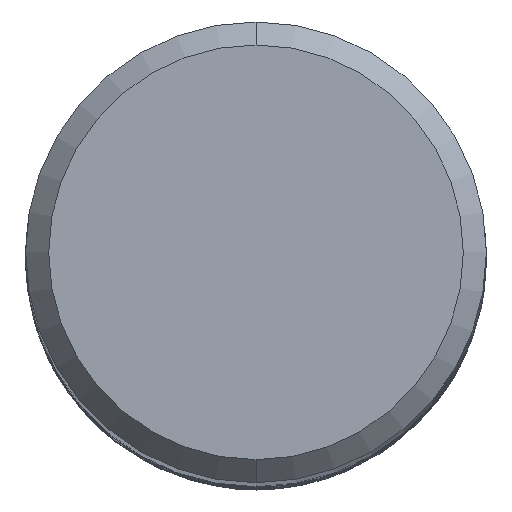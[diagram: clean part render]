
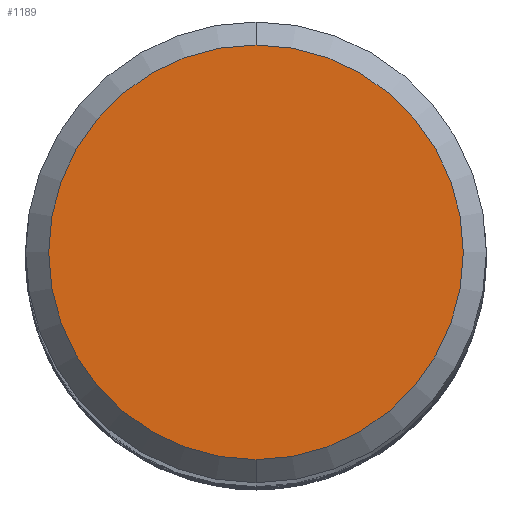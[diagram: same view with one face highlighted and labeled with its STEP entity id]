
A CAD part, top view. The second image highlights one B-rep face of the part: STEP entity #1189.
In plain terms, the highlighted planar face has unit normal (0, 0, 1).
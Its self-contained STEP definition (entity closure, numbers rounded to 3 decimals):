
#1189=ADVANCED_FACE('',(#3321),#3322,.T.);
#1421=VERTEX_POINT('',#3573);
#1505=EDGE_CURVE('',#1421,#1861,#3661,.T.);
#1861=VERTEX_POINT('',#4056);
#2123=EDGE_CURVE('',#1861,#1421,#4339,.T.);
#3321=FACE_OUTER_BOUND('',#8360,.T.);
#3322=PLANE('',#8361);
#3573=CARTESIAN_POINT('',(0.,-3.6,0.0));
#3661=CIRCLE('',#13055,3.6);
#4056=CARTESIAN_POINT('',(0.0,3.6,0.0));
#4339=CIRCLE('',#20780,3.6);
#8360=EDGE_LOOP('',(#32109,#32110));
#8361=AXIS2_PLACEMENT_3D('',#32111,#32112,#32113);
#13055=AXIS2_PLACEMENT_3D('',#32369,#32370,#32371);
#20780=AXIS2_PLACEMENT_3D('',#33138,#33139,#33140);
#32109=ORIENTED_EDGE('',*,*,#2123,.F.);
#32110=ORIENTED_EDGE('',*,*,#1505,.F.);
#32111=CARTESIAN_POINT('',(0.0,1.8,0.0));
#32112=DIRECTION('',(-0.0,0.0,1.0));
#32113=DIRECTION('',(0.0,-1.0,0.0));
#32369=CARTESIAN_POINT('',(0.0,0.0,0.0));
#32370=DIRECTION('',(0.0,0.0,-1.0));
#32371=DIRECTION('',(0.0,1.0,0.0));
#33138=CARTESIAN_POINT('',(0.0,0.0,0.0));
#33139=DIRECTION('',(0.0,0.0,-1.0));
#33140=DIRECTION('',(0.0,1.0,0.0));
